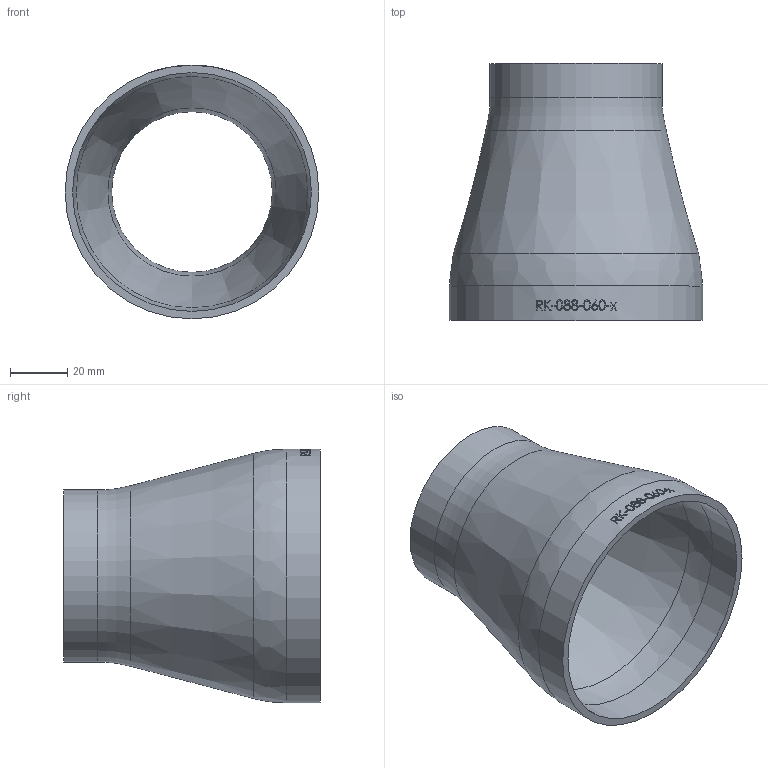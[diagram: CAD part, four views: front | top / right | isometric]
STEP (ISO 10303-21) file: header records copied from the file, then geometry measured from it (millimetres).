
FILE_DESCRIPTION (( 'STEP AP214' ), '1' );
FILE_NAME ('RK-088-060-x Reduzierung 88,9x60,3x2,6x2,0 BL90 1909.STEP', '2019-09-10T10:06:34', ( '' ), ( '' ), 'SwSTEP 2.0', 'SolidWorks 2016', '' );
FILE_SCHEMA (( 'AUTOMOTIVE_DESIGN' ));
Length unit declared in the file: millimetre
Products named in the file (1): RK-088-060-x Reduzierung 88,9x60,3x2,6x2,0 BL90 1909
Bounding box: 88.9 x 90 x 88.9 mm (x, y, z)
Volume: 48582.1 mm3; surface area: 42689.3 mm2
Topology: 1 solids, 1 shells, 157 faces, 394 edges, 260 vertices
Faces by surface type: bspline 93, plane 33, cylinder 25, torus 4, cone 2
Full cylindrical faces by diameter (mm): 56.3 x1, 60.3 x1, 83.7 x1, 88.9 x1
Entity records: 19622 total; most frequent: CARTESIAN_POINT 15163, ORIENTED_EDGE 768, EDGE_CURVE 384, B_SPLINE_CURVE_WITH_KNOTS 289, DIRECTION 275, VERTEX_POINT 260, EDGE_LOOP 190, FACE_OUTER_BOUND 165
